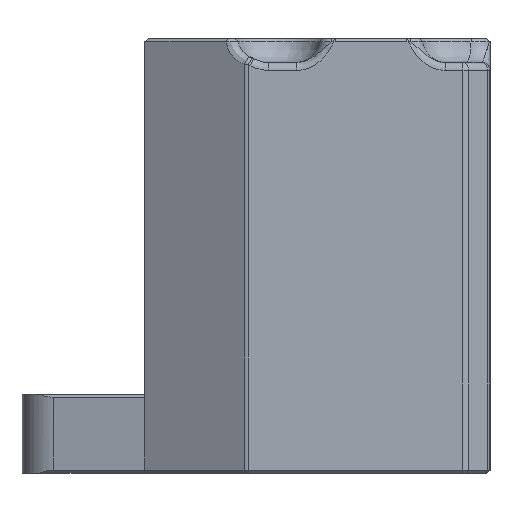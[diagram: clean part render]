
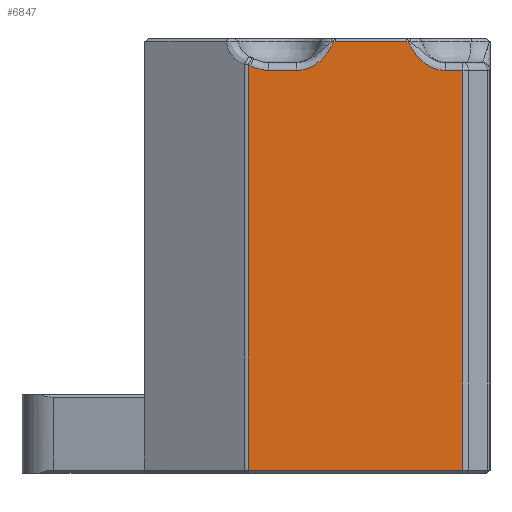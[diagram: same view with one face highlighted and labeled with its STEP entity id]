
A CAD part, left-side view. The second image highlights one B-rep face of the part: STEP entity #6847.
In plain terms, the highlighted planar face has unit normal (-1, 0, 0).
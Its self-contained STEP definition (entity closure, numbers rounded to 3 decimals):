
#204=B_SPLINE_CURVE_WITH_KNOTS('',3,(#10583,#10584,#10585,#10586),
 .UNSPECIFIED.,.F.,.F.,(4,4),(-0.883,-0.782),
 .UNSPECIFIED.);
#205=B_SPLINE_CURVE_WITH_KNOTS('',3,(#10605,#10606,#10607,#10608),
 .UNSPECIFIED.,.F.,.F.,(4,4),(0.782,0.883),
 .UNSPECIFIED.);
#216=B_SPLINE_CURVE_WITH_KNOTS('',3,(#10946,#10947,#10948,#10949,#10950,
#10951,#10952),.UNSPECIFIED.,.F.,.F.,(4,1,1,1,4),(0.044,0.222,
0.311,0.489,0.668),.UNSPECIFIED.);
#217=B_SPLINE_CURVE_WITH_KNOTS('',3,(#10956,#10957,#10958,#10959,#10960,
#10961,#10962),.UNSPECIFIED.,.F.,.F.,(4,1,1,1,4),(0.,0.267,
0.445,0.535,0.624),.UNSPECIFIED.);
#218=B_SPLINE_CURVE_WITH_KNOTS('',3,(#10966,#10967,#10968,#10969),
 .UNSPECIFIED.,.F.,.F.,(4,4),(-0.245,0.),.UNSPECIFIED.);
#219=B_SPLINE_CURVE_WITH_KNOTS('',3,(#10971,#10972,#10973,#10974),
 .UNSPECIFIED.,.F.,.F.,(4,4),(0.494,0.517),
 .UNSPECIFIED.);
#319=PLANE('',#7356);
#641=FACE_OUTER_BOUND('',#1098,.T.);
#1098=EDGE_LOOP('',(#4960,#4961,#4962,#4963,#4964,#4965,#4966,#4967,#4968,
#4969,#4970,#4971));
#1574=LINE('',#10565,#2164);
#1587=LINE('',#10964,#2177);
#1588=LINE('',#10976,#2178);
#1589=LINE('',#10978,#2179);
#1590=LINE('',#10980,#2180);
#1591=LINE('',#10981,#2181);
#2164=VECTOR('',#8191,10.);
#2177=VECTOR('',#8242,10.);
#2178=VECTOR('',#8243,10.);
#2179=VECTOR('',#8244,10.);
#2180=VECTOR('',#8245,10.);
#2181=VECTOR('',#8246,10.);
#3084=VERTEX_POINT('',#10555);
#3085=VERTEX_POINT('',#10562);
#3086=VERTEX_POINT('',#10564);
#3087=VERTEX_POINT('',#10603);
#3105=VERTEX_POINT('',#10945);
#3106=VERTEX_POINT('',#10955);
#3107=VERTEX_POINT('',#10963);
#3108=VERTEX_POINT('',#10965);
#3109=VERTEX_POINT('',#10970);
#3110=VERTEX_POINT('',#10975);
#3111=VERTEX_POINT('',#10977);
#3112=VERTEX_POINT('',#10979);
#3751=EDGE_CURVE('',#3085,#3086,#1574,.T.);
#3753=EDGE_CURVE('',#3086,#3084,#204,.T.);
#3755=EDGE_CURVE('',#3087,#3085,#205,.T.);
#3787=EDGE_CURVE('',#3084,#3105,#216,.T.);
#3789=EDGE_CURVE('',#3106,#3087,#217,.T.);
#3790=EDGE_CURVE('',#3107,#3106,#1587,.T.);
#3791=EDGE_CURVE('',#3108,#3107,#218,.T.);
#3792=EDGE_CURVE('',#3109,#3108,#219,.T.);
#3793=EDGE_CURVE('',#3110,#3109,#1588,.T.);
#3794=EDGE_CURVE('',#3111,#3110,#1589,.T.);
#3795=EDGE_CURVE('',#3112,#3111,#1590,.T.);
#3796=EDGE_CURVE('',#3105,#3112,#1591,.T.);
#4960=ORIENTED_EDGE('',*,*,#3753,.F.);
#4961=ORIENTED_EDGE('',*,*,#3751,.F.);
#4962=ORIENTED_EDGE('',*,*,#3755,.F.);
#4963=ORIENTED_EDGE('',*,*,#3789,.F.);
#4964=ORIENTED_EDGE('',*,*,#3790,.F.);
#4965=ORIENTED_EDGE('',*,*,#3791,.F.);
#4966=ORIENTED_EDGE('',*,*,#3792,.F.);
#4967=ORIENTED_EDGE('',*,*,#3793,.F.);
#4968=ORIENTED_EDGE('',*,*,#3794,.F.);
#4969=ORIENTED_EDGE('',*,*,#3795,.F.);
#4970=ORIENTED_EDGE('',*,*,#3796,.F.);
#4971=ORIENTED_EDGE('',*,*,#3787,.F.);
#6847=ADVANCED_FACE('',(#641),#319,.T.);
#7356=AXIS2_PLACEMENT_3D('',#10954,#8240,#8241);
#8191=DIRECTION('',(0.,-1.,0.));
#8240=DIRECTION('center_axis',(-1.,0.,0.));
#8241=DIRECTION('ref_axis',(0.,0.,1.));
#8242=DIRECTION('',(0.,-1.,0.));
#8243=DIRECTION('',(0.,0.,1.));
#8244=DIRECTION('',(0.,1.,0.));
#8245=DIRECTION('',(0.,0.,-1.));
#8246=DIRECTION('',(0.,-1.,0.));
#10555=CARTESIAN_POINT('',(-50.,-4.688,-0.4));
#10562=CARTESIAN_POINT('',(-50.,4.486,-0.4));
#10564=CARTESIAN_POINT('',(-50.,-4.486,-0.4));
#10565=CARTESIAN_POINT('',(-50.,-4.3,-0.4));
#10583=CARTESIAN_POINT('Ctrl Pts',(-50.,-4.486,-0.4));
#10584=CARTESIAN_POINT('Ctrl Pts',(-50.,-4.553,-0.4));
#10585=CARTESIAN_POINT('Ctrl Pts',(-50.,-4.62,-0.4));
#10586=CARTESIAN_POINT('Ctrl Pts',(-50.,-4.688,-0.4));
#10603=CARTESIAN_POINT('',(-50.,4.688,-0.4));
#10605=CARTESIAN_POINT('Ctrl Pts',(-50.,4.688,-0.4));
#10606=CARTESIAN_POINT('Ctrl Pts',(-50.,4.62,-0.4));
#10607=CARTESIAN_POINT('Ctrl Pts',(-50.,4.553,-0.4));
#10608=CARTESIAN_POINT('Ctrl Pts',(-50.,4.486,-0.4));
#10945=CARTESIAN_POINT('',(-50.,-9.385,-4.));
#10946=CARTESIAN_POINT('Ctrl Pts',(-50.,-4.688,-0.4));
#10947=CARTESIAN_POINT('Ctrl Pts',(-50.,-4.957,-0.929));
#10948=CARTESIAN_POINT('Ctrl Pts',(-50.,-5.394,-1.717));
#10949=CARTESIAN_POINT('Ctrl Pts',(-50.,-6.36,-2.857));
#10950=CARTESIAN_POINT('Ctrl Pts',(-50.,-7.593,-3.738));
#10951=CARTESIAN_POINT('Ctrl Pts',(-50.,-8.791,-4.));
#10952=CARTESIAN_POINT('Ctrl Pts',(-50.,-9.385,-4.));
#10954=CARTESIAN_POINT('Origin',(-50.,-15.,0.));
#10955=CARTESIAN_POINT('',(-50.,9.385,-4.));
#10956=CARTESIAN_POINT('Ctrl Pts',(-50.,9.385,-4.));
#10957=CARTESIAN_POINT('Ctrl Pts',(-50.,8.495,-4.));
#10958=CARTESIAN_POINT('Ctrl Pts',(-50.,7.007,-3.496));
#10959=CARTESIAN_POINT('Ctrl Pts',(-50.,5.748,-2.194));
#10960=CARTESIAN_POINT('Ctrl Pts',(-50.,5.1,-1.189));
#10961=CARTESIAN_POINT('Ctrl Pts',(-50.,4.822,-0.665));
#10962=CARTESIAN_POINT('Ctrl Pts',(-50.,4.688,-0.4));
#10963=CARTESIAN_POINT('',(-50.,12.92,-4.));
#10964=CARTESIAN_POINT('',(-50.,-1.7,-4.));
#10965=CARTESIAN_POINT('',(-50.,15.27,-3.383));
#10966=CARTESIAN_POINT('Ctrl Pts',(-50.,15.27,-3.383));
#10967=CARTESIAN_POINT('Ctrl Pts',(-50.,14.546,-3.765));
#10968=CARTESIAN_POINT('Ctrl Pts',(-50.,13.738,-4.));
#10969=CARTESIAN_POINT('Ctrl Pts',(-50.,12.92,-4.));
#10970=CARTESIAN_POINT('',(-50.,15.478,-3.265));
#10971=CARTESIAN_POINT('Ctrl Pts',(-50.,15.478,-3.265));
#10972=CARTESIAN_POINT('Ctrl Pts',(-50.,15.409,-3.306));
#10973=CARTESIAN_POINT('Ctrl Pts',(-50.,15.34,-3.346));
#10974=CARTESIAN_POINT('Ctrl Pts',(-50.,15.27,-3.383));
#10975=CARTESIAN_POINT('',(-50.,15.478,-54.4));
#10976=CARTESIAN_POINT('',(-50.,15.478,0.));
#10977=CARTESIAN_POINT('',(-50.,-11.586,-54.4));
#10978=CARTESIAN_POINT('',(-50.,-4.399,-54.4));
#10979=CARTESIAN_POINT('',(-50.,-11.586,-4.));
#10980=CARTESIAN_POINT('',(-50.,-11.586,0.));
#10981=CARTESIAN_POINT('',(-50.,-13.3,-4.));
